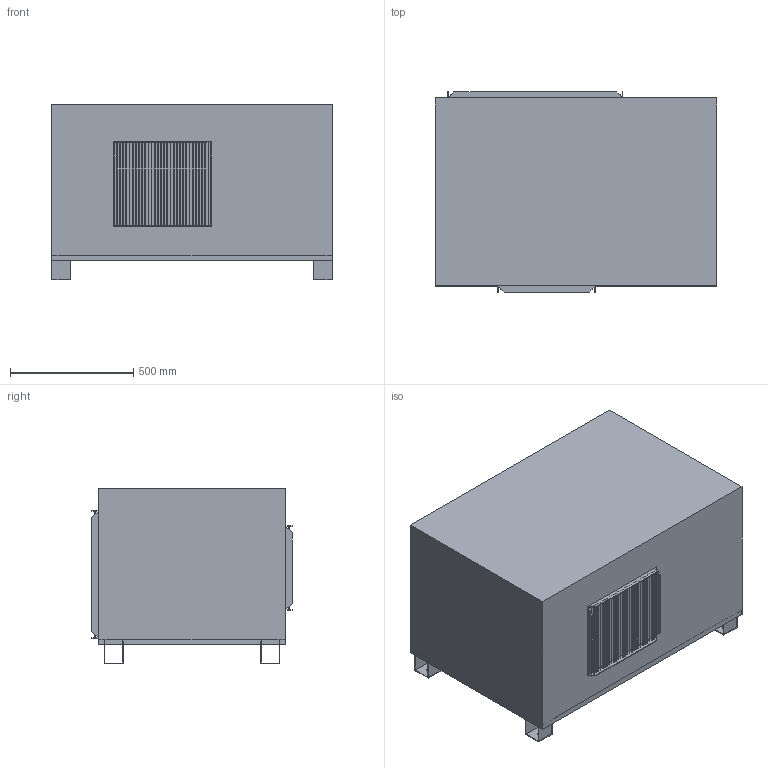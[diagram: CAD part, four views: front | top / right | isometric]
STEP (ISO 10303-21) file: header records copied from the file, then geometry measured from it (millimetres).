
FILE_DESCRIPTION(('starvars output'),'1');
FILE_NAME('cv20250326025706000054381.stp','02:57:07 2025/03/26',('Thomas Industrial Network Germany GmbH'),(' '),'Spatial InterOp 3D',' ',' ');
FILE_SCHEMA(('AUTOMOTIVE_DESIGN { 1 0 10303 214 3 1 1 }'));
Length unit declared in the file: millimetre
Products named in the file (1): 1
Bounding box: 1143 x 812.8 x 711.2 mm (x, y, z)
Volume: 534228994.6 mm3; surface area: 4983731.6 mm2
Topology: 1 solids, 1 shells, 291 faces, 866 edges, 564 vertices
Faces by surface type: cylinder 178, plane 113
Entity records: 12596 total; most frequent: DIRECTION 1822, ORIENTED_EDGE 1732, CARTESIAN_POINT 1722, EDGE_CURVE 866, AXIS2_PLACEMENT_3D 664, VERTEX_POINT 564, LINE 494, VECTOR 494
